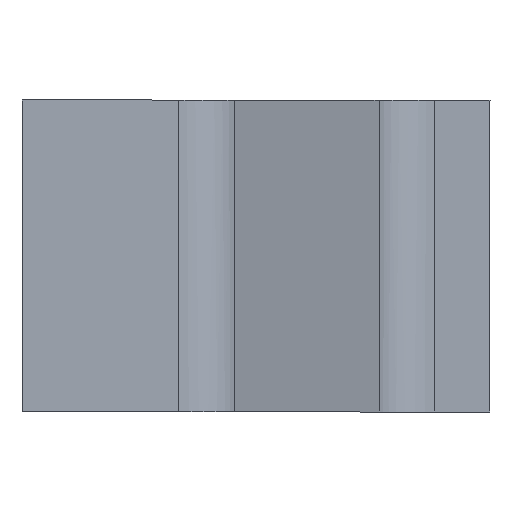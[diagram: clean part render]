
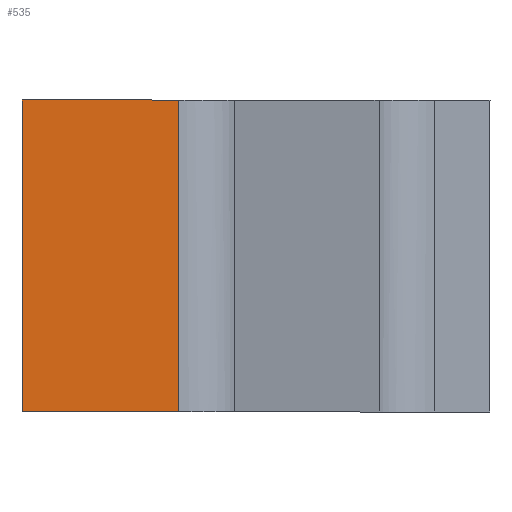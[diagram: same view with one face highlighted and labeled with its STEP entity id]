
A CAD part, front view. The second image highlights one B-rep face of the part: STEP entity #535.
In plain terms, the highlighted planar face has unit normal (0, -1, 0).
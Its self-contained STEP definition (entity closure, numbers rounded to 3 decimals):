
#104 = PLANE('',#105);
#105 = AXIS2_PLACEMENT_3D('',#106,#107,#108);
#106 = CARTESIAN_POINT('',(330.578,9.5,
    76.507));
#107 = DIRECTION('',(0.,0.,
    -1.));
#108 = DIRECTION('',(1.,0.,
    0.));
#141 = PLANE('',#142);
#142 = AXIS2_PLACEMENT_3D('',#143,#144,#145);
#143 = CARTESIAN_POINT('',(330.578,9.5,
    76.907));
#144 = DIRECTION('',(0.,0.,
    1.));
#145 = DIRECTION('',(-1.,0.,
    0.));
#311 = ( BOUNDED_SURFACE() B_SPLINE_SURFACE(2,1,(
    (#312,#313)
    ,(#314,#315)
    ,(#316,#317)
    ,(#318,#319)
    ,(#320,#321)
    ,(#322,#323)
    ,(#324,#325)
    ,(#326,#327)
,(#328,#329
    )),.UNSPECIFIED.,.T.,.F.,.F.) B_SPLINE_SURFACE_WITH_KNOTS((1,2,2,2,2
    ,2,1),(2,2),(-1.571,0.,1.571,3.142,
    4.712,6.283,7.854),(0.,0.72),
.UNSPECIFIED.) GEOMETRIC_REPRESENTATION_ITEM() RATIONAL_B_SPLINE_SURFACE
((
    (1.,1.)
    ,(0.707,0.707)
    ,(1.,1.)
    ,(0.707,0.707)
    ,(1.,1.)
    ,(0.707,0.707)
    ,(1.,1.)
    ,(0.707,0.707)
,(1.,1.))) REPRESENTATION_ITEM('') SURFACE() );
#312 = CARTESIAN_POINT('',(329.399,10.44,
    76.347));
#313 = CARTESIAN_POINT('',(329.399,10.44,
    77.067));
#314 = CARTESIAN_POINT('',(329.319,10.44,
    76.347));
#315 = CARTESIAN_POINT('',(329.319,10.44,
    77.067));
#316 = CARTESIAN_POINT('',(329.319,10.36,
    76.347));
#317 = CARTESIAN_POINT('',(329.319,10.36,
    77.067));
#318 = CARTESIAN_POINT('',(329.319,10.28,
    76.347));
#319 = CARTESIAN_POINT('',(329.319,10.28,
    77.067));
#320 = CARTESIAN_POINT('',(329.399,10.28,
    76.347));
#321 = CARTESIAN_POINT('',(329.399,10.28,
    77.067));
#322 = CARTESIAN_POINT('',(329.479,10.28,
    76.347));
#323 = CARTESIAN_POINT('',(329.479,10.28,
    77.067));
#324 = CARTESIAN_POINT('',(329.479,10.36,
    76.347));
#325 = CARTESIAN_POINT('',(329.479,10.36,
    77.067));
#326 = CARTESIAN_POINT('',(329.479,10.44,
    76.347));
#327 = CARTESIAN_POINT('',(329.479,10.44,
    77.067));
#328 = CARTESIAN_POINT('',(329.399,10.44,
    76.347));
#329 = CARTESIAN_POINT('',(329.399,10.44,
    77.067));
#400 = VERTEX_POINT('',#401);
#401 = CARTESIAN_POINT('',(329.399,10.28,76.907
    ));
#444 = EDGE_CURVE('',#400,#445,#447,.T.);
#445 = VERTEX_POINT('',#446);
#446 = CARTESIAN_POINT('',(329.399,10.28,
    76.507));
#447 = SURFACE_CURVE('',#448,(#451,#480),.PCURVE_S1.);
#448 = B_SPLINE_CURVE_WITH_KNOTS('',1,(#449,#450),.UNSPECIFIED.,.F.,.F.,
  (2,2),(-0.4,0.),.PIECEWISE_BEZIER_KNOTS.);
#449 = CARTESIAN_POINT('',(329.399,10.28,76.907
    ));
#450 = CARTESIAN_POINT('',(329.399,10.28,
    76.507));
#451 = PCURVE('',#311,#452);
#452 = DEFINITIONAL_REPRESENTATION('',(#453),#479);
#453 = B_SPLINE_CURVE_WITH_KNOTS('',3,(#454,#455,#456,#457,#458,#459,
    #460,#461,#462,#463,#464,#465,#466,#467,#468,#469,#470,#471,#472,
    #473,#474,#475,#476,#477,#478),.UNSPECIFIED.,.F.,.F.,(4,1,1,1,1,1,1,
    1,1,1,1,1,1,1,1,1,1,1,1,1,1,1,4),(-0.4,-0.382,
    -0.364,-0.345,-0.327,-0.309,
    -0.291,-0.273,-0.255,-0.236,
    -0.218,-0.2,-0.182,-0.164,-0.145
    ,-0.127,-0.109,-0.091,
    -0.073,-0.055,-0.036,
    -0.018,0.),.UNSPECIFIED.);
#454 = CARTESIAN_POINT('',(3.142,0.56));
#455 = CARTESIAN_POINT('',(3.142,0.554));
#456 = CARTESIAN_POINT('',(3.142,0.542));
#457 = CARTESIAN_POINT('',(3.142,0.524));
#458 = CARTESIAN_POINT('',(3.142,0.505));
#459 = CARTESIAN_POINT('',(3.142,0.487));
#460 = CARTESIAN_POINT('',(3.142,0.469));
#461 = CARTESIAN_POINT('',(3.142,0.451));
#462 = CARTESIAN_POINT('',(3.142,0.433));
#463 = CARTESIAN_POINT('',(3.142,0.415));
#464 = CARTESIAN_POINT('',(3.142,0.396));
#465 = CARTESIAN_POINT('',(3.142,0.378));
#466 = CARTESIAN_POINT('',(3.142,0.36));
#467 = CARTESIAN_POINT('',(3.142,0.342));
#468 = CARTESIAN_POINT('',(3.142,0.324));
#469 = CARTESIAN_POINT('',(3.142,0.305));
#470 = CARTESIAN_POINT('',(3.142,0.287));
#471 = CARTESIAN_POINT('',(3.142,0.269));
#472 = CARTESIAN_POINT('',(3.142,0.251));
#473 = CARTESIAN_POINT('',(3.142,0.233));
#474 = CARTESIAN_POINT('',(3.142,0.215));
#475 = CARTESIAN_POINT('',(3.142,0.196));
#476 = CARTESIAN_POINT('',(3.142,0.178));
#477 = CARTESIAN_POINT('',(3.142,0.166));
#478 = CARTESIAN_POINT('',(3.142,0.16));
#479 = ( GEOMETRIC_REPRESENTATION_CONTEXT(2) 
PARAMETRIC_REPRESENTATION_CONTEXT() REPRESENTATION_CONTEXT('2D SPACE',''
  ) );
#480 = PCURVE('',#481,#486);
#481 = PLANE('',#482);
#482 = AXIS2_PLACEMENT_3D('',#483,#484,#485);
#483 = CARTESIAN_POINT('',(330.139,10.28,
    75.747));
#484 = DIRECTION('',(0.,-1.,0.));
#485 = DIRECTION('',(1.,0.,
    0.));
#486 = DEFINITIONAL_REPRESENTATION('',(#487),#490);
#487 = B_SPLINE_CURVE_WITH_KNOTS('',1,(#488,#489),.UNSPECIFIED.,.F.,.F.,
  (2,2),(-0.4,0.),.PIECEWISE_BEZIER_KNOTS.);
#488 = CARTESIAN_POINT('',(-0.74,1.16));
#489 = CARTESIAN_POINT('',(-0.74,0.76));
#490 = ( GEOMETRIC_REPRESENTATION_CONTEXT(2) 
PARAMETRIC_REPRESENTATION_CONTEXT() REPRESENTATION_CONTEXT('2D SPACE',''
  ) );
#535 = ADVANCED_FACE('',(#536),#481,.T.);
#536 = FACE_BOUND('',#537,.T.);
#537 = EDGE_LOOP('',(#538,#565,#583,#584));
#538 = ORIENTED_EDGE('',*,*,#539,.F.);
#539 = EDGE_CURVE('',#540,#542,#544,.T.);
#540 = VERTEX_POINT('',#541);
#541 = CARTESIAN_POINT('',(329.198,10.28,
    76.507));
#542 = VERTEX_POINT('',#543);
#543 = CARTESIAN_POINT('',(329.198,10.28,
    76.907));
#544 = SURFACE_CURVE('',#545,(#548,#554),.PCURVE_S1.);
#545 = B_SPLINE_CURVE_WITH_KNOTS('',1,(#546,#547),.UNSPECIFIED.,.F.,.F.,
  (2,2),(0.,0.4),.PIECEWISE_BEZIER_KNOTS.);
#546 = CARTESIAN_POINT('',(329.198,10.28,
    76.507));
#547 = CARTESIAN_POINT('',(329.198,10.28,
    76.907));
#548 = PCURVE('',#481,#549);
#549 = DEFINITIONAL_REPRESENTATION('',(#550),#553);
#550 = B_SPLINE_CURVE_WITH_KNOTS('',1,(#551,#552),.UNSPECIFIED.,.F.,.F.,
  (2,2),(0.,0.4),.PIECEWISE_BEZIER_KNOTS.);
#551 = CARTESIAN_POINT('',(-0.941,0.76));
#552 = CARTESIAN_POINT('',(-0.941,1.16));
#553 = ( GEOMETRIC_REPRESENTATION_CONTEXT(2) 
PARAMETRIC_REPRESENTATION_CONTEXT() REPRESENTATION_CONTEXT('2D SPACE',''
  ) );
#554 = PCURVE('',#555,#560);
#555 = PLANE('',#556);
#556 = AXIS2_PLACEMENT_3D('',#557,#558,#559);
#557 = CARTESIAN_POINT('',(329.198,9.545,
    77.667));
#558 = DIRECTION('',(-1.,0.,
    0.));
#559 = DIRECTION('',(0.,0.,
    1.));
#560 = DEFINITIONAL_REPRESENTATION('',(#561),#564);
#561 = B_SPLINE_CURVE_WITH_KNOTS('',1,(#562,#563),.UNSPECIFIED.,.F.,.F.,
  (2,2),(0.,0.4),.PIECEWISE_BEZIER_KNOTS.);
#562 = CARTESIAN_POINT('',(-1.16,0.735));
#563 = CARTESIAN_POINT('',(-0.76,0.735));
#564 = ( GEOMETRIC_REPRESENTATION_CONTEXT(2) 
PARAMETRIC_REPRESENTATION_CONTEXT() REPRESENTATION_CONTEXT('2D SPACE',''
  ) );
#565 = ORIENTED_EDGE('',*,*,#566,.F.);
#566 = EDGE_CURVE('',#445,#540,#567,.T.);
#567 = SURFACE_CURVE('',#568,(#571,#577),.PCURVE_S1.);
#568 = B_SPLINE_CURVE_WITH_KNOTS('',1,(#569,#570),.UNSPECIFIED.,.F.,.F.,
  (2,2),(0.,0.201),.PIECEWISE_BEZIER_KNOTS.);
#569 = CARTESIAN_POINT('',(329.399,10.28,
    76.507));
#570 = CARTESIAN_POINT('',(329.198,10.28,
    76.507));
#571 = PCURVE('',#481,#572);
#572 = DEFINITIONAL_REPRESENTATION('',(#573),#576);
#573 = B_SPLINE_CURVE_WITH_KNOTS('',1,(#574,#575),.UNSPECIFIED.,.F.,.F.,
  (2,2),(0.,0.201),.PIECEWISE_BEZIER_KNOTS.);
#574 = CARTESIAN_POINT('',(-0.74,0.76));
#575 = CARTESIAN_POINT('',(-0.941,0.76));
#576 = ( GEOMETRIC_REPRESENTATION_CONTEXT(2) 
PARAMETRIC_REPRESENTATION_CONTEXT() REPRESENTATION_CONTEXT('2D SPACE',''
  ) );
#577 = PCURVE('',#104,#578);
#578 = DEFINITIONAL_REPRESENTATION('',(#579),#582);
#579 = B_SPLINE_CURVE_WITH_KNOTS('',1,(#580,#581),.UNSPECIFIED.,.F.,.F.,
  (2,2),(0.,0.201),.PIECEWISE_BEZIER_KNOTS.);
#580 = CARTESIAN_POINT('',(-1.179,-0.78));
#581 = CARTESIAN_POINT('',(-1.38,-0.78));
#582 = ( GEOMETRIC_REPRESENTATION_CONTEXT(2) 
PARAMETRIC_REPRESENTATION_CONTEXT() REPRESENTATION_CONTEXT('2D SPACE',''
  ) );
#583 = ORIENTED_EDGE('',*,*,#444,.F.);
#584 = ORIENTED_EDGE('',*,*,#585,.F.);
#585 = EDGE_CURVE('',#542,#400,#586,.T.);
#586 = SURFACE_CURVE('',#587,(#590,#596),.PCURVE_S1.);
#587 = B_SPLINE_CURVE_WITH_KNOTS('',1,(#588,#589),.UNSPECIFIED.,.F.,.F.,
  (2,2),(-0.201,0.),.PIECEWISE_BEZIER_KNOTS.);
#588 = CARTESIAN_POINT('',(329.198,10.28,
    76.907));
#589 = CARTESIAN_POINT('',(329.399,10.28,76.907
    ));
#590 = PCURVE('',#481,#591);
#591 = DEFINITIONAL_REPRESENTATION('',(#592),#595);
#592 = B_SPLINE_CURVE_WITH_KNOTS('',1,(#593,#594),.UNSPECIFIED.,.F.,.F.,
  (2,2),(-0.201,0.),.PIECEWISE_BEZIER_KNOTS.);
#593 = CARTESIAN_POINT('',(-0.941,1.16));
#594 = CARTESIAN_POINT('',(-0.74,1.16));
#595 = ( GEOMETRIC_REPRESENTATION_CONTEXT(2) 
PARAMETRIC_REPRESENTATION_CONTEXT() REPRESENTATION_CONTEXT('2D SPACE',''
  ) );
#596 = PCURVE('',#141,#597);
#597 = DEFINITIONAL_REPRESENTATION('',(#598),#601);
#598 = B_SPLINE_CURVE_WITH_KNOTS('',1,(#599,#600),.UNSPECIFIED.,.F.,.F.,
  (2,2),(-0.201,0.),.PIECEWISE_BEZIER_KNOTS.);
#599 = CARTESIAN_POINT('',(1.38,-0.78));
#600 = CARTESIAN_POINT('',(1.179,-0.78));
#601 = ( GEOMETRIC_REPRESENTATION_CONTEXT(2) 
PARAMETRIC_REPRESENTATION_CONTEXT() REPRESENTATION_CONTEXT('2D SPACE',''
  ) );
